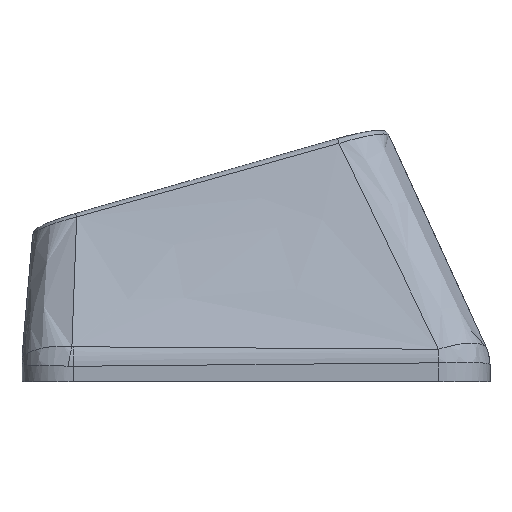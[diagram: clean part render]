
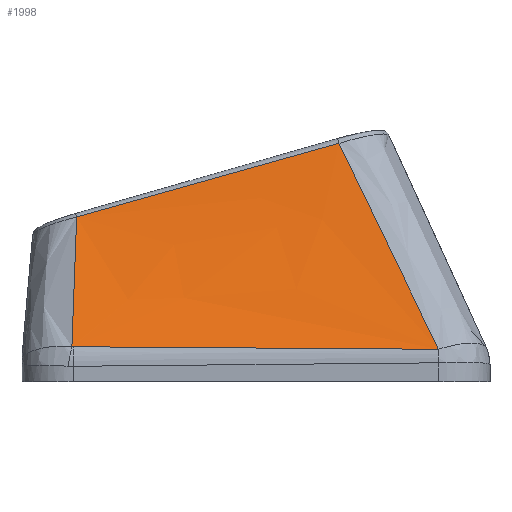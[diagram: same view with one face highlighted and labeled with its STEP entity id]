
A CAD part, left-side view. The second image highlights one B-rep face of the part: STEP entity #1998.
In plain terms, the highlighted free-form (B-spline) face has degree [3, 3] with [4, 4] control points.
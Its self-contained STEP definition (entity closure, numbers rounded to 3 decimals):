
#52=B_SPLINE_SURFACE_WITH_KNOTS('',3,3,((#5038,#5039,#5040,#5041),(#5042,
#5043,#5044,#5045),(#5046,#5047,#5048,#5049),(#5050,#5051,#5052,#5053)),
 .UNSPECIFIED.,.F.,.F.,.F.,(4,4),(4,4),(0.104,0.893),
(0.025,0.97),.UNSPECIFIED.);
#366=FACE_OUTER_BOUND('',#476,.T.);
#476=EDGE_LOOP('',(#1777,#1778,#1779,#1780,#1781,#1782));
#675=B_SPLINE_CURVE_WITH_KNOTS('',3,(#4564,#4565,#4566,#4567),
 .UNSPECIFIED.,.F.,.F.,(4,4),(0.,0.),.UNSPECIFIED.);
#677=B_SPLINE_CURVE_WITH_KNOTS('',3,(#4591,#4592,#4593,#4594),
 .UNSPECIFIED.,.F.,.F.,(4,4),(0.,1.416),.UNSPECIFIED.);
#679=B_SPLINE_CURVE_WITH_KNOTS('',3,(#4618,#4619,#4620,#4621),
 .UNSPECIFIED.,.F.,.F.,(4,4),(0.,0.005),
 .UNSPECIFIED.);
#701=B_SPLINE_CURVE_WITH_KNOTS('',3,(#5028,#5029,#5030,#5031),
 .UNSPECIFIED.,.F.,.F.,(4,4),(-0.605,-0.02),
 .UNSPECIFIED.);
#703=B_SPLINE_CURVE_WITH_KNOTS('',3,(#5055,#5056,#5057,#5058),
 .UNSPECIFIED.,.F.,.F.,(4,4),(0.024,0.961),
 .UNSPECIFIED.);
#704=B_SPLINE_CURVE_WITH_KNOTS('',3,(#5059,#5060,#5061,#5062),
 .UNSPECIFIED.,.F.,.F.,(4,4),(-1.057,0.),.UNSPECIFIED.);
#897=VERTEX_POINT('',#4523);
#901=VERTEX_POINT('',#4557);
#903=VERTEX_POINT('',#4584);
#905=VERTEX_POINT('',#4611);
#932=VERTEX_POINT('',#5027);
#933=VERTEX_POINT('',#5054);
#1181=EDGE_CURVE('',#897,#901,#675,.T.);
#1184=EDGE_CURVE('',#901,#903,#677,.T.);
#1187=EDGE_CURVE('',#903,#905,#679,.T.);
#1228=EDGE_CURVE('',#905,#932,#701,.T.);
#1230=EDGE_CURVE('',#933,#897,#703,.T.);
#1231=EDGE_CURVE('',#932,#933,#704,.T.);
#1777=ORIENTED_EDGE('',*,*,#1187,.F.);
#1778=ORIENTED_EDGE('',*,*,#1184,.F.);
#1779=ORIENTED_EDGE('',*,*,#1181,.F.);
#1780=ORIENTED_EDGE('',*,*,#1230,.F.);
#1781=ORIENTED_EDGE('',*,*,#1231,.F.);
#1782=ORIENTED_EDGE('',*,*,#1228,.F.);
#1998=ADVANCED_FACE('',(#366),#52,.T.);
#4523=CARTESIAN_POINT('',(-11.366,-7.081,0.254));
#4557=CARTESIAN_POINT('',(-11.366,-7.077,0.254));
#4564=CARTESIAN_POINT('Ctrl Pts',(-11.366,-7.081,0.254));
#4565=CARTESIAN_POINT('Ctrl Pts',(-11.366,-7.08,0.254));
#4566=CARTESIAN_POINT('Ctrl Pts',(-11.366,-7.079,0.254));
#4567=CARTESIAN_POINT('Ctrl Pts',(-11.366,-7.077,0.254));
#4584=CARTESIAN_POINT('',(-11.256,7.091,0.351));
#4591=CARTESIAN_POINT('Ctrl Pts',(-11.366,-7.077,0.254));
#4592=CARTESIAN_POINT('Ctrl Pts',(-11.346,-2.356,0.278));
#4593=CARTESIAN_POINT('Ctrl Pts',(-11.319,2.366,0.309));
#4594=CARTESIAN_POINT('Ctrl Pts',(-11.256,7.091,0.351));
#4611=CARTESIAN_POINT('',(-11.253,7.145,0.356));
#4618=CARTESIAN_POINT('Ctrl Pts',(-11.256,7.091,0.351));
#4619=CARTESIAN_POINT('Ctrl Pts',(-11.256,7.109,0.351));
#4620=CARTESIAN_POINT('Ctrl Pts',(-11.255,7.127,0.353));
#4621=CARTESIAN_POINT('Ctrl Pts',(-11.253,7.145,0.356));
#5027=CARTESIAN_POINT('',(-8.34,6.96,5.386));
#5028=CARTESIAN_POINT('Ctrl Pts',(-11.253,7.145,0.356));
#5029=CARTESIAN_POINT('Ctrl Pts',(-10.273,7.066,2.029));
#5030=CARTESIAN_POINT('Ctrl Pts',(-9.301,7.001,3.706));
#5031=CARTESIAN_POINT('Ctrl Pts',(-8.34,6.96,5.386));
#5038=CARTESIAN_POINT('Ctrl Pts',(-8.319,-3.64,8.36));
#5039=CARTESIAN_POINT('Ctrl Pts',(-9.335,-4.787,5.658));
#5040=CARTESIAN_POINT('Ctrl Pts',(-10.351,-5.934,2.956));
#5041=CARTESIAN_POINT('Ctrl Pts',(-11.366,-7.081,0.254));
#5042=CARTESIAN_POINT('Ctrl Pts',(-8.319,-0.032,
7.36));
#5043=CARTESIAN_POINT('Ctrl Pts',(-9.335,-0.801,
4.981));
#5044=CARTESIAN_POINT('Ctrl Pts',(-10.351,-1.571,2.602));
#5045=CARTESIAN_POINT('Ctrl Pts',(-11.366,-2.34,0.224));
#5046=CARTESIAN_POINT('Ctrl Pts',(-8.319,3.575,6.359));
#5047=CARTESIAN_POINT('Ctrl Pts',(-9.335,3.184,4.304));
#5048=CARTESIAN_POINT('Ctrl Pts',(-10.351,2.793,2.249));
#5049=CARTESIAN_POINT('Ctrl Pts',(-11.366,2.402,0.193));
#5050=CARTESIAN_POINT('Ctrl Pts',(-8.319,7.183,5.359));
#5051=CARTESIAN_POINT('Ctrl Pts',(-9.335,7.17,3.627));
#5052=CARTESIAN_POINT('Ctrl Pts',(-10.351,7.156,1.895));
#5053=CARTESIAN_POINT('Ctrl Pts',(-11.366,7.143,0.163));
#5054=CARTESIAN_POINT('',(-8.319,-3.22,8.243));
#5055=CARTESIAN_POINT('Ctrl Pts',(-8.319,-3.22,8.243));
#5056=CARTESIAN_POINT('Ctrl Pts',(-9.35,-4.518,5.589));
#5057=CARTESIAN_POINT('Ctrl Pts',(-10.362,-5.803,2.924));
#5058=CARTESIAN_POINT('Ctrl Pts',(-11.366,-7.081,0.254));
#5059=CARTESIAN_POINT('Ctrl Pts',(-8.34,6.96,5.386));
#5060=CARTESIAN_POINT('Ctrl Pts',(-8.333,3.565,6.33));
#5061=CARTESIAN_POINT('Ctrl Pts',(-8.326,0.172,7.285));
#5062=CARTESIAN_POINT('Ctrl Pts',(-8.319,-3.22,8.243));
